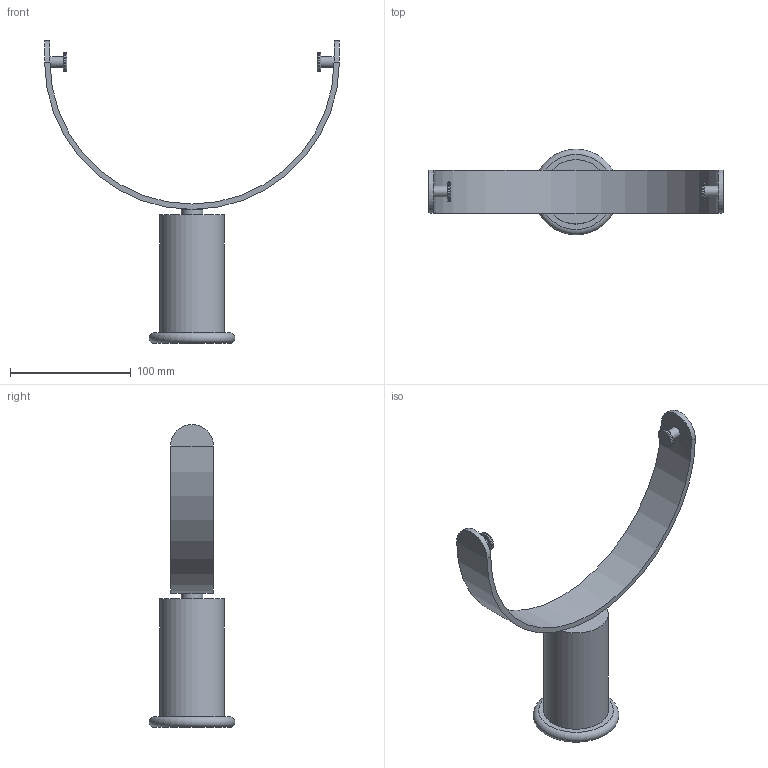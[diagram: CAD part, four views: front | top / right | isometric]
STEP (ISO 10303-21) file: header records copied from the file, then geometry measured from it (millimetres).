
FILE_DESCRIPTION(/* description */ (''),/* implementation_level */ '2;1');
FILE_NAME(/* name */ 'neck.stp',/* time_stamp */ '2019-08-09T11:22:45-04:00',/* author */ ('thowison'),/* organization */ (''),/* preprocessor_version */ 'ST-DEVELOPER v17',/* originating_system */ 'Autodesk Inventor 2018',/* authorisation */ '');
FILE_SCHEMA (('AUTOMOTIVE_DESIGN { 1 0 10303 214 3 1 1 }'));
Length unit declared in the file: inch
Products named in the file (1): neck scaled
Bounding box: 244.47 x 71.12 x 251.14 mm (x, y, z)
Volume: 319545 mm3; surface area: 59224.5 mm2
Topology: 1 solids, 1 shells, 30 faces, 67 edges, 44 vertices
Faces by surface type: plane 13, cylinder 10, torus 5, bspline 2
Full cylindrical faces by diameter (mm): 8.89 x2, 16.002 x2, 17.78 x1, 53.34 x1
Entity records: 1023 total; most frequent: CARTESIAN_POINT 247, DIRECTION 164, ORIENTED_EDGE 134, AXIS2_PLACEMENT_3D 74, EDGE_CURVE 67, CIRCLE 45, VERTEX_POINT 44, EDGE_LOOP 35
